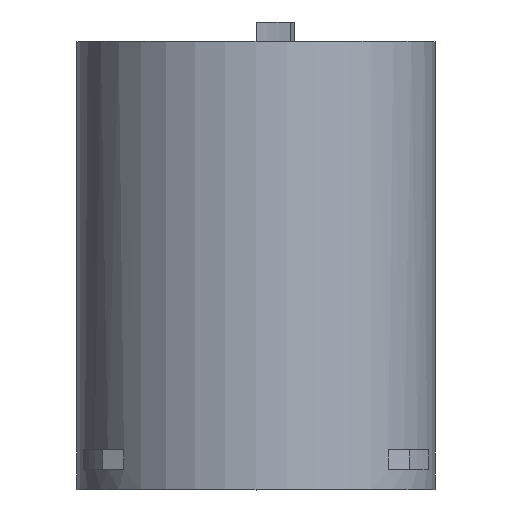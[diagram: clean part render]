
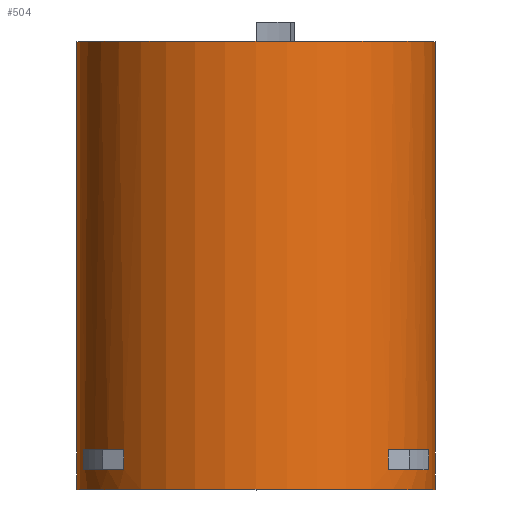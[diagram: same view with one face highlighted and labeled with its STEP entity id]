
A CAD part, top view. The second image highlights one B-rep face of the part: STEP entity #504.
In plain terms, the highlighted cylindrical face has radius 18 mm (diameter 36 mm), a partial arc.
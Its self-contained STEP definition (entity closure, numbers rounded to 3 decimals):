
#1=DIRECTION('',(0.,1.,0.));
#2=VECTOR('',#1,2.);
#3=CARTESIAN_POINT('',(-6.888,2.,-16.63));
#4=LINE('',#3,#2);
#5=DIRECTION('',(0.,-1.,0.));
#6=VECTOR('',#5,2.);
#7=CARTESIAN_POINT('',(6.888,4.,-16.63));
#8=LINE('',#7,#6);
#9=CARTESIAN_POINT('',(0.,0.,0.));
#10=DIRECTION('',(0.,-1.,0.));
#11=DIRECTION('',(1.,0.,0.));
#12=AXIS2_PLACEMENT_3D('',#9,#10,#11);
#14=DIRECTION('',(0.,-1.,0.));
#15=VECTOR('',#14,2.);
#16=CARTESIAN_POINT('',(-17.167,4.,5.413));
#17=LINE('',#16,#15);
#18=DIRECTION('',(0.,1.,0.));
#19=VECTOR('',#18,2.);
#20=CARTESIAN_POINT('',(-13.271,2.,12.161));
#21=LINE('',#20,#19);
#22=CARTESIAN_POINT('',(0.,4.,0.));
#23=DIRECTION('',(0.,-1.,0.));
#24=DIRECTION('',(-0.737,0.,0.676));
#25=AXIS2_PLACEMENT_3D('',#22,#23,#24);
#27=DIRECTION('',(0.,-1.,0.));
#28=VECTOR('',#27,2.);
#29=CARTESIAN_POINT('',(13.271,4.,12.161));
#30=LINE('',#29,#28);
#31=DIRECTION('',(0.,1.,0.));
#32=VECTOR('',#31,2.);
#33=CARTESIAN_POINT('',(17.167,2.,5.413));
#34=LINE('',#33,#32);
#35=CARTESIAN_POINT('',(0.,4.,0.));
#36=DIRECTION('',(0.,-1.,0.));
#37=DIRECTION('',(0.954,0.,0.301));
#38=AXIS2_PLACEMENT_3D('',#35,#36,#37);
#113=CARTESIAN_POINT('',(0.,2.,0.));
#114=DIRECTION('',(0.,-1.,0.));
#115=DIRECTION('',(-0.737,0.,0.676));
#116=AXIS2_PLACEMENT_3D('',#113,#114,#115);
#126=CARTESIAN_POINT('',(0.,2.,0.));
#127=DIRECTION('',(0.,-1.,0.));
#128=DIRECTION('',(0.954,0.,0.301));
#129=AXIS2_PLACEMENT_3D('',#126,#127,#128);
#131=CARTESIAN_POINT('',(0.,2.,0.));
#132=DIRECTION('',(0.,1.,0.));
#133=DIRECTION('',(1.,0.,0.));
#134=AXIS2_PLACEMENT_3D('',#131,#132,#133);
#136=CARTESIAN_POINT('',(0.,2.,0.));
#137=DIRECTION('',(0.,1.,0.));
#138=DIRECTION('',(-0.383,0.,-0.924));
#139=AXIS2_PLACEMENT_3D('',#136,#137,#138);
#141=DIRECTION('',(0.,1.,0.));
#142=VECTOR('',#141,2.);
#143=CARTESIAN_POINT('',(-18.,0.,0.));
#144=LINE('',#143,#142);
#150=DIRECTION('',(0.,1.,0.));
#151=VECTOR('',#150,2.);
#152=CARTESIAN_POINT('',(18.,0.,0.));
#153=LINE('',#152,#151);
#154=DIRECTION('',(0.,1.,0.));
#155=VECTOR('',#154,41.);
#156=CARTESIAN_POINT('',(-18.,4.,0.));
#157=LINE('',#156,#155);
#158=CARTESIAN_POINT('',(0.,4.,0.));
#159=DIRECTION('',(0.,1.,0.));
#160=DIRECTION('',(-0.383,0.,-0.924));
#161=AXIS2_PLACEMENT_3D('',#158,#159,#160);
#168=CARTESIAN_POINT('',(0.,4.,0.));
#169=DIRECTION('',(0.,1.,0.));
#170=DIRECTION('',(1.,0.,0.));
#171=AXIS2_PLACEMENT_3D('',#168,#169,#170);
#173=DIRECTION('',(0.,1.,0.));
#174=VECTOR('',#173,41.);
#175=CARTESIAN_POINT('',(18.,4.,0.));
#176=LINE('',#175,#174);
#279=CARTESIAN_POINT('',(0.,45.,0.));
#280=DIRECTION('',(0.,-1.,0.));
#281=DIRECTION('',(1.,0.,0.));
#282=AXIS2_PLACEMENT_3D('',#279,#280,#281);
#373=CARTESIAN_POINT('',(18.,0.,0.));
#374=CARTESIAN_POINT('',(-18.,0.,0.));
#375=VERTEX_POINT('',#373);
#376=VERTEX_POINT('',#374);
#377=CARTESIAN_POINT('',(18.,45.,0.));
#378=CARTESIAN_POINT('',(-18.,45.,0.));
#379=VERTEX_POINT('',#377);
#380=VERTEX_POINT('',#378);
#381=CARTESIAN_POINT('',(18.,2.,0.));
#382=VERTEX_POINT('',#381);
#383=CARTESIAN_POINT('',(18.,4.,0.));
#384=VERTEX_POINT('',#383);
#385=CARTESIAN_POINT('',(-18.,2.,0.));
#386=VERTEX_POINT('',#385);
#387=CARTESIAN_POINT('',(-18.,4.,0.));
#388=VERTEX_POINT('',#387);
#390=CARTESIAN_POINT('',(-6.888,4.,-16.63));
#392=VERTEX_POINT('',#390);
#393=CARTESIAN_POINT('',(-6.888,2.,-16.63));
#394=VERTEX_POINT('',#393);
#398=CARTESIAN_POINT('',(6.888,2.,-16.63));
#400=VERTEX_POINT('',#398);
#401=CARTESIAN_POINT('',(6.888,4.,-16.63));
#402=VERTEX_POINT('',#401);
#406=CARTESIAN_POINT('',(-17.167,2.,5.413));
#408=VERTEX_POINT('',#406);
#409=CARTESIAN_POINT('',(-17.167,4.,5.413));
#410=VERTEX_POINT('',#409);
#414=CARTESIAN_POINT('',(-13.271,4.,12.161));
#416=VERTEX_POINT('',#414);
#417=CARTESIAN_POINT('',(-13.271,2.,12.161));
#418=VERTEX_POINT('',#417);
#422=CARTESIAN_POINT('',(13.271,2.,12.161));
#424=VERTEX_POINT('',#422);
#425=CARTESIAN_POINT('',(13.271,4.,12.161));
#426=VERTEX_POINT('',#425);
#430=CARTESIAN_POINT('',(17.167,4.,5.413));
#432=VERTEX_POINT('',#430);
#433=CARTESIAN_POINT('',(17.167,2.,5.413));
#434=VERTEX_POINT('',#433);
#453=CARTESIAN_POINT('',(0.,47.25,0.));
#454=DIRECTION('',(0.,-1.,0.));
#455=DIRECTION('',(-1.,0.,0.));
#456=AXIS2_PLACEMENT_3D('',#453,#454,#455);
#457=CYLINDRICAL_SURFACE('',#456,18.);
#459=ORIENTED_EDGE('',*,*,#458,.T.);
#461=ORIENTED_EDGE('',*,*,#460,.T.);
#463=ORIENTED_EDGE('',*,*,#462,.T.);
#465=ORIENTED_EDGE('',*,*,#464,.F.);
#467=ORIENTED_EDGE('',*,*,#466,.F.);
#469=ORIENTED_EDGE('',*,*,#468,.T.);
#471=ORIENTED_EDGE('',*,*,#470,.T.);
#473=ORIENTED_EDGE('',*,*,#472,.F.);
#475=ORIENTED_EDGE('',*,*,#474,.F.);
#477=ORIENTED_EDGE('',*,*,#476,.T.);
#479=ORIENTED_EDGE('',*,*,#478,.T.);
#481=ORIENTED_EDGE('',*,*,#480,.F.);
#482=EDGE_LOOP('',(#459,#461,#463,#465,#467,#469,#471,#473,#475,#477,#479,
#481));
#483=FACE_OUTER_BOUND('',#482,.F.);
#485=ORIENTED_EDGE('',*,*,#484,.T.);
#487=ORIENTED_EDGE('',*,*,#486,.F.);
#489=ORIENTED_EDGE('',*,*,#488,.T.);
#491=ORIENTED_EDGE('',*,*,#490,.T.);
#492=EDGE_LOOP('',(#485,#487,#489,#491));
#493=FACE_BOUND('',#492,.F.);
#495=ORIENTED_EDGE('',*,*,#494,.T.);
#497=ORIENTED_EDGE('',*,*,#496,.F.);
#499=ORIENTED_EDGE('',*,*,#498,.T.);
#501=ORIENTED_EDGE('',*,*,#500,.T.);
#502=EDGE_LOOP('',(#495,#497,#499,#501));
#503=FACE_BOUND('',#502,.F.);
#504=ADVANCED_FACE('',(#483,#493,#503),#457,.T.);
#13=CIRCLE('',#12,18.);
#26=CIRCLE('',#25,18.);
#39=CIRCLE('',#38,18.);
#117=CIRCLE('',#116,18.);
#130=CIRCLE('',#129,18.);
#135=CIRCLE('',#134,18.);
#140=CIRCLE('',#139,18.);
#162=CIRCLE('',#161,18.);
#172=CIRCLE('',#171,18.);
#283=CIRCLE('',#282,18.);
#458=EDGE_CURVE('',#394,#392,#4,.T.);
#460=EDGE_CURVE('',#392,#388,#162,.T.);
#462=EDGE_CURVE('',#388,#380,#157,.T.);
#464=EDGE_CURVE('',#379,#380,#283,.T.);
#466=EDGE_CURVE('',#384,#379,#176,.T.);
#468=EDGE_CURVE('',#384,#402,#172,.T.);
#470=EDGE_CURVE('',#402,#400,#8,.T.);
#472=EDGE_CURVE('',#382,#400,#135,.T.);
#474=EDGE_CURVE('',#375,#382,#153,.T.);
#476=EDGE_CURVE('',#375,#376,#13,.T.);
#478=EDGE_CURVE('',#376,#386,#144,.T.);
#480=EDGE_CURVE('',#394,#386,#140,.T.);
#484=EDGE_CURVE('',#410,#408,#17,.T.);
#486=EDGE_CURVE('',#418,#408,#117,.T.);
#488=EDGE_CURVE('',#418,#416,#21,.T.);
#490=EDGE_CURVE('',#416,#410,#26,.T.);
#494=EDGE_CURVE('',#426,#424,#30,.T.);
#496=EDGE_CURVE('',#434,#424,#130,.T.);
#498=EDGE_CURVE('',#434,#432,#34,.T.);
#500=EDGE_CURVE('',#432,#426,#39,.T.);
